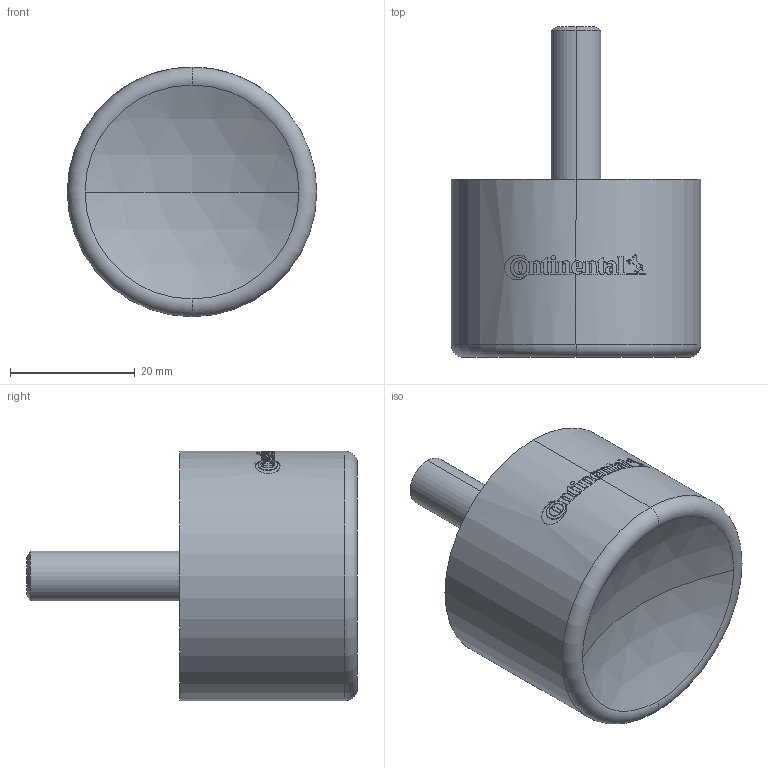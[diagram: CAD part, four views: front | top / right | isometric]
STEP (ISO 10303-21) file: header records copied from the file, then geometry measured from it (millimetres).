
FILE_DESCRIPTION (( 'STEP AP214' ), '1' );
FILE_NAME ('020291_Puffer_Typ_S_Schwingmetall_ContiTech.STEP', '2014-03-17T12:57:35', ( '' ), ( '' ), 'SwSTEP 2.0', 'SolidWorks 2012', '' );
FILE_SCHEMA (( 'AUTOMOTIVE_DESIGN' ));
Length unit declared in the file: millimetre
Products named in the file (1): 020291_Puffer_Typ_S_Schwingmetall_ContiTech
Bounding box: 40 x 53 x 40 mm (x, y, z)
Volume: 34934.3 mm3; surface area: 6654.9 mm2
Topology: 1 solids, 1 shells, 258 faces, 705 edges, 469 vertices
Faces by surface type: plane 134, bspline 94, cylinder 24, cone 2, torus 2, sphere 2
Entity records: 9714 total; most frequent: CARTESIAN_POINT 3816, ORIENTED_EDGE 1410, DIRECTION 915, EDGE_CURVE 705, VERTEX_POINT 469, VECTOR 349, LINE 349, AXIS2_PLACEMENT_3D 283
